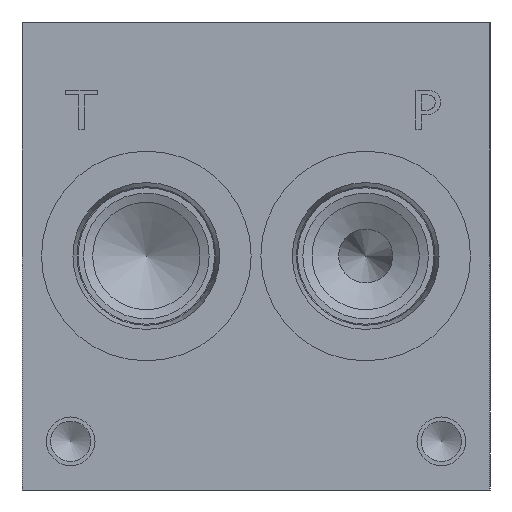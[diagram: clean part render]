
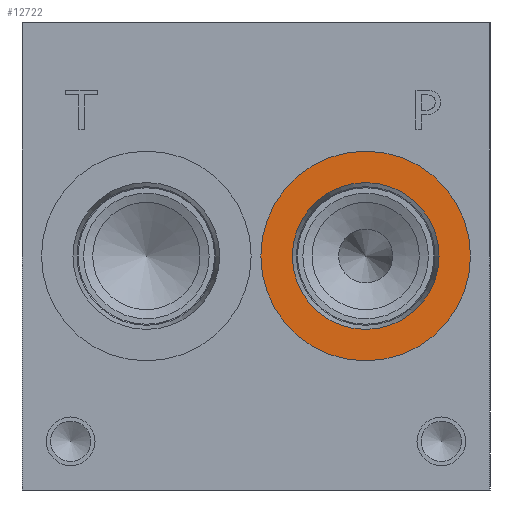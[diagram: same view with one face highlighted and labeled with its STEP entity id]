
A CAD part, left-side view. The second image highlights one B-rep face of the part: STEP entity #12722.
In plain terms, the highlighted planar face has unit normal (-1, 0, 0).
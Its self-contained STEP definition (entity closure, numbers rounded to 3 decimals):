
#435=CIRCLE('',#13504,17.069);
#436=CIRCLE('',#13505,17.069);
#437=CIRCLE('',#13506,11.951);
#539=FACE_BOUND('',#2457,.T.);
#1713=FACE_OUTER_BOUND('',#2456,.T.);
#2456=EDGE_LOOP('',(#11131,#11132));
#2457=EDGE_LOOP('',(#11133));
#5943=VERTEX_POINT('',#22042);
#5944=VERTEX_POINT('',#22043);
#5945=VERTEX_POINT('',#22046);
#7701=EDGE_CURVE('',#5943,#5944,#435,.T.);
#7702=EDGE_CURVE('',#5944,#5943,#436,.T.);
#7703=EDGE_CURVE('',#5945,#5945,#437,.T.);
#11131=ORIENTED_EDGE('',*,*,#7701,.T.);
#11132=ORIENTED_EDGE('',*,*,#7702,.T.);
#11133=ORIENTED_EDGE('',*,*,#7703,.F.);
#11606=PLANE('',#13503);
#12722=ADVANCED_FACE('',(#1713,#539),#11606,.T.);
#13503=AXIS2_PLACEMENT_3D('',#22041,#16156,#16157);
#13504=AXIS2_PLACEMENT_3D('',#22044,#16158,#16159);
#13505=AXIS2_PLACEMENT_3D('',#22045,#16160,#16161);
#13506=AXIS2_PLACEMENT_3D('',#22047,#16162,#16163);
#16156=DIRECTION('center_axis',(-1.,0.,0.));
#16157=DIRECTION('ref_axis',(0.,1.,0.));
#16158=DIRECTION('center_axis',(-1.,0.,0.));
#16159=DIRECTION('ref_axis',(0.,1.,0.));
#16160=DIRECTION('center_axis',(-1.,0.,0.));
#16161=DIRECTION('ref_axis',(0.,1.,0.));
#16162=DIRECTION('center_axis',(-1.,0.,0.));
#16163=DIRECTION('ref_axis',(0.,1.,0.));
#22041=CARTESIAN_POINT('Origin',(0.787,20.244,38.1));
#22042=CARTESIAN_POINT('',(0.787,37.313,38.1));
#22043=CARTESIAN_POINT('',(0.787,3.175,38.1));
#22044=CARTESIAN_POINT('Origin',(0.787,20.244,38.1));
#22045=CARTESIAN_POINT('Origin',(0.787,20.244,38.1));
#22046=CARTESIAN_POINT('',(0.787,8.293,38.1));
#22047=CARTESIAN_POINT('Origin',(0.787,20.244,38.1));
